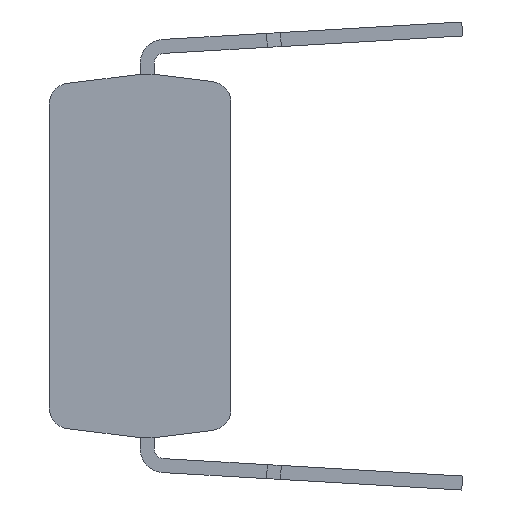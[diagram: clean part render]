
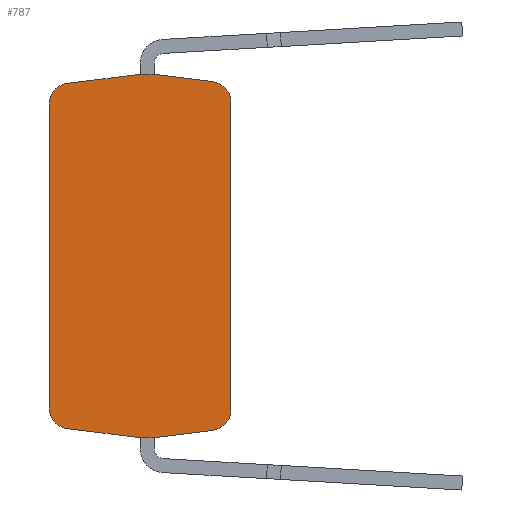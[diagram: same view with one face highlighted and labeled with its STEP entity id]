
A CAD part, left-side view. The second image highlights one B-rep face of the part: STEP entity #787.
In plain terms, the highlighted planar face has unit normal (-1, 0, 0).
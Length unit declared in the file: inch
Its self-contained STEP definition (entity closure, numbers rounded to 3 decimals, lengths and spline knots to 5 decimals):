
#96=DIRECTION('',(0.,0.,1.));
#97=VECTOR('',#96,0.21995);
#98=CARTESIAN_POINT('',(-0.51,-0.065,-0.10998));
#99=LINE('',#98,#97);
#163=CARTESIAN_POINT('',(-0.51,-0.05,0.10998));
#164=DIRECTION('',(-1.,0.,0.));
#165=DIRECTION('',(0.,-1.,0.));
#166=AXIS2_PLACEMENT_3D('',#163,#164,#165);
#171=CARTESIAN_POINT('',(-0.51,-0.05,-0.10998));
#172=DIRECTION('',(-1.,0.,0.));
#173=DIRECTION('',(0.,-0.122,-0.993));
#174=AXIS2_PLACEMENT_3D('',#171,#172,#173);
#179=DIRECTION('',(0.,0.993,-0.122));
#180=VECTOR('',#179,0.04214);
#181=CARTESIAN_POINT('',(-0.51,-0.05183,-0.12486));
#182=LINE('',#181,#180);
#186=DIRECTION('',(0.,1.,0.));
#187=VECTOR('',#186,0.01);
#188=CARTESIAN_POINT('',(-0.51,-0.01,-0.13));
#189=LINE('',#188,#187);
#193=DIRECTION('',(0.,0.993,0.122));
#194=VECTOR('',#193,0.05222);
#195=CARTESIAN_POINT('',(-0.51,0.,-0.13));
#196=LINE('',#195,#194);
#200=CARTESIAN_POINT('',(-0.51,0.05,-0.10875));
#201=DIRECTION('',(-1.,0.,0.));
#202=DIRECTION('',(0.,1.,0.));
#203=AXIS2_PLACEMENT_3D('',#200,#201,#202);
#208=CARTESIAN_POINT('',(-0.51,0.05,0.10875));
#209=DIRECTION('',(-1.,0.,0.));
#210=DIRECTION('',(0.,0.122,0.993));
#211=AXIS2_PLACEMENT_3D('',#208,#209,#210);
#216=DIRECTION('',(0.,0.993,-0.122));
#217=VECTOR('',#216,0.05222);
#218=CARTESIAN_POINT('',(-0.51,0.,0.13));
#219=LINE('',#218,#217);
#223=DIRECTION('',(0.,0.993,0.122));
#224=VECTOR('',#223,0.04214);
#225=CARTESIAN_POINT('',(-0.51,-0.05183,0.12486));
#226=LINE('',#225,#224);
#311=DIRECTION('',(0.,1.,0.));
#312=VECTOR('',#311,0.01);
#313=CARTESIAN_POINT('',(-0.51,-0.01,0.13));
#314=LINE('',#313,#312);
#387=DIRECTION('',(0.,0.,1.));
#388=VECTOR('',#387,0.2175);
#389=CARTESIAN_POINT('',(-0.51,0.065,-0.10875));
#390=LINE('',#389,#388);
#591=CARTESIAN_POINT('',(-0.51,0.,0.13));
#593=VERTEX_POINT('',#591);
#596=CARTESIAN_POINT('',(-0.51,0.,-0.13));
#598=VERTEX_POINT('',#596);
#599=CARTESIAN_POINT('',(-0.51,-0.01,0.13));
#601=VERTEX_POINT('',#599);
#604=CARTESIAN_POINT('',(-0.51,-0.01,-0.13));
#606=VERTEX_POINT('',#604);
#607=CARTESIAN_POINT('',(-0.51,-0.065,0.10998));
#608=CARTESIAN_POINT('',(-0.51,-0.05183,0.12486));
#609=VERTEX_POINT('',#607);
#610=VERTEX_POINT('',#608);
#619=CARTESIAN_POINT('',(-0.51,0.05183,0.12364));
#620=VERTEX_POINT('',#619);
#621=CARTESIAN_POINT('',(-0.51,0.065,0.10875));
#622=VERTEX_POINT('',#621);
#623=CARTESIAN_POINT('',(-0.51,0.065,-0.10875));
#624=CARTESIAN_POINT('',(-0.51,0.05183,-0.12364));
#625=VERTEX_POINT('',#623);
#626=VERTEX_POINT('',#624);
#635=CARTESIAN_POINT('',(-0.51,-0.05183,-0.12486));
#636=VERTEX_POINT('',#635);
#637=CARTESIAN_POINT('',(-0.51,-0.065,-0.10998));
#638=VERTEX_POINT('',#637);
#758=CARTESIAN_POINT('',(-0.51,-0.065,-0.13));
#759=DIRECTION('',(-1.,0.,0.));
#760=DIRECTION('',(0.,0.,1.));
#761=AXIS2_PLACEMENT_3D('',#758,#759,#760);
#762=PLANE('',#761);
#763=ORIENTED_EDGE('',*,*,#748,.F.);
#764=ORIENTED_EDGE('',*,*,#650,.F.);
#766=ORIENTED_EDGE('',*,*,#765,.F.);
#768=ORIENTED_EDGE('',*,*,#767,.T.);
#770=ORIENTED_EDGE('',*,*,#769,.T.);
#772=ORIENTED_EDGE('',*,*,#771,.T.);
#774=ORIENTED_EDGE('',*,*,#773,.F.);
#776=ORIENTED_EDGE('',*,*,#775,.T.);
#778=ORIENTED_EDGE('',*,*,#777,.F.);
#780=ORIENTED_EDGE('',*,*,#779,.F.);
#782=ORIENTED_EDGE('',*,*,#781,.F.);
#784=ORIENTED_EDGE('',*,*,#783,.F.);
#785=EDGE_LOOP('',(#763,#764,#766,#768,#770,#772,#774,#776,#778,#780,#782,
#784));
#786=FACE_OUTER_BOUND('',#785,.F.);
#787=ADVANCED_FACE('',(#786),#762,.T.);
#167=CIRCLE('',#166,0.015);
#175=CIRCLE('',#174,0.015);
#204=CIRCLE('',#203,0.015);
#212=CIRCLE('',#211,0.015);
#650=EDGE_CURVE('',#638,#609,#99,.T.);
#748=EDGE_CURVE('',#609,#610,#167,.T.);
#765=EDGE_CURVE('',#636,#638,#175,.T.);
#767=EDGE_CURVE('',#636,#606,#182,.T.);
#769=EDGE_CURVE('',#606,#598,#189,.T.);
#771=EDGE_CURVE('',#598,#626,#196,.T.);
#773=EDGE_CURVE('',#625,#626,#204,.T.);
#775=EDGE_CURVE('',#625,#622,#390,.T.);
#777=EDGE_CURVE('',#620,#622,#212,.T.);
#779=EDGE_CURVE('',#593,#620,#219,.T.);
#781=EDGE_CURVE('',#601,#593,#314,.T.);
#783=EDGE_CURVE('',#610,#601,#226,.T.);
